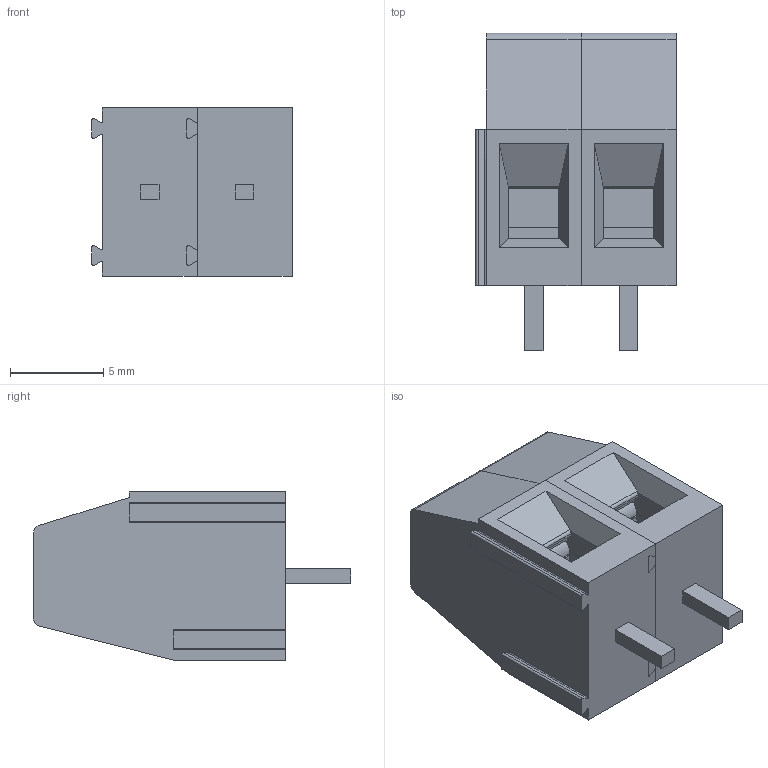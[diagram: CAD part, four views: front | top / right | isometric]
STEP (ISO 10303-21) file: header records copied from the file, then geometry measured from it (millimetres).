
FILE_DESCRIPTION(/* description */ (''),/* implementation_level */ '2;1');
FILE_NAME(/* name */ 'MKEC3E~1',/* time_stamp */ '2018-02-26T18:45:45+03:00',/* author */ (''),/* organization */ (''),/* preprocessor_version */ 'ST-DEVELOPER v15',/* originating_system */ '',/* authorisation */ '');
FILE_SCHEMA (('AUTOMOTIVE_DESIGN'));
Length unit declared in the file: millimetre
Products named in the file (1): Document
Bounding box: 10.71 x 17 x 9 mm (x, y, z)
Surface area: 1420.3 mm2 (no closed solid volume)
Topology: 0 solids, 8 shells, 310 faces, 884 edges, 588 vertices
Faces by surface type: plane 184, bspline 126
Entity records: 13141 total; most frequent: CARTESIAN_POINT 7568, ORIENTED_EDGE 1712, EDGE_CURVE 884, B_SPLINE_CURVE_WITH_KNOTS 712, VERTEX_POINT 588, EDGE_LOOP 340, ADVANCED_FACE 310, FACE_OUTER_BOUND 310
